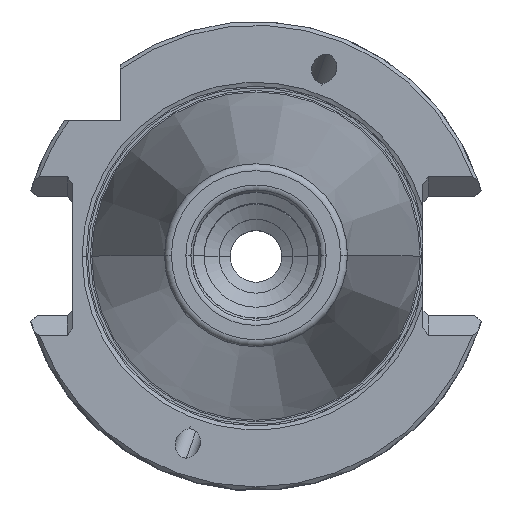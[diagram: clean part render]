
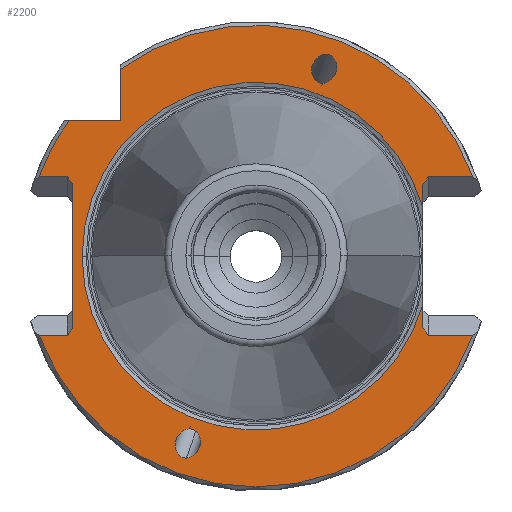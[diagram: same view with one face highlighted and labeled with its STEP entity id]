
A CAD part, top view. The second image highlights one B-rep face of the part: STEP entity #2200.
In plain terms, the highlighted planar face has unit normal (0, 0, 1).
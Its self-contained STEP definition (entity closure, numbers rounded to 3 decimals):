
#1060=VERTEX_POINT('NONE',#3046);
#1070=EDGE_CURVE('NONE',#1438,#2232,#3056,.T.);
#1138=VERTEX_POINT('NONE',#3133);
#1158=VERTEX_POINT('NONE',#3154);
#1224=VERTEX_POINT('NONE',#3226);
#1232=EDGE_CURVE('NONE',#1158,#1704,#3236,.T.);
#1244=VERTEX_POINT('NONE',#3249);
#1256=EDGE_CURVE('NONE',#1298,#1244,#3263,.T.);
#1298=VERTEX_POINT('NONE',#3311);
#1316=EDGE_CURVE('NONE',#1614,#1572,#3331,.T.);
#1438=VERTEX_POINT('NONE',#3461);
#1572=VERTEX_POINT('NONE',#3617);
#1596=VERTEX_POINT('NONE',#3642);
#1614=VERTEX_POINT('NONE',#3661);
#1646=EDGE_CURVE('NONE',#2788,#2232,#3699,.T.);
#1680=EDGE_CURVE('NONE',#2950,#2278,#3734,.T.);
#1704=VERTEX_POINT('NONE',#3760);
#1756=VERTEX_POINT('NONE',#3821);
#1766=EDGE_CURVE('NONE',#2386,#1244,#3832,.T.);
#1924=EDGE_CURVE('NONE',#2676,#1298,#4006,.T.);
#1938=EDGE_CURVE('NONE',#1138,#1438,#4022,.T.);
#1978=EDGE_CURVE('NONE',#1224,#2924,#4070,.T.);
#1986=VERTEX_POINT('NONE',#4079);
#2088=EDGE_CURVE('NONE',#2386,#1986,#4193,.T.);
#2128=EDGE_CURVE('NONE',#1986,#2788,#4235,.T.);
#2200=ADVANCED_FACE('NONE',(#4317,#4318,#4319),#4320,.F.);
#2232=VERTEX_POINT('NONE',#4355);
#2268=EDGE_CURVE('NONE',#1572,#1614,#4395,.T.);
#2278=VERTEX_POINT('NONE',#4407);
#2348=VERTEX_POINT('NONE',#4482);
#2386=VERTEX_POINT('NONE',#4524);
#2410=VERTEX_POINT('NONE',#4554);
#2486=EDGE_CURVE('NONE',#1704,#2278,#4637,.T.);
#2498=EDGE_CURVE('NONE',#1596,#2950,#4650,.T.);
#2532=EDGE_CURVE('NONE',#1756,#1060,#4686,.T.);
#2562=EDGE_CURVE('NONE',#2676,#1224,#4716,.T.);
#2614=EDGE_CURVE('NONE',#2348,#2924,#4775,.T.);
#2676=VERTEX_POINT('NONE',#4845);
#2694=EDGE_CURVE('NONE',#1138,#1158,#4865,.T.);
#2750=EDGE_CURVE('NONE',#1596,#2410,#4927,.T.);
#2768=EDGE_CURVE('NONE',#1060,#1756,#4947,.T.);
#2788=VERTEX_POINT('NONE',#4967);
#2852=EDGE_CURVE('NONE',#2348,#2410,#5039,.T.);
#2924=VERTEX_POINT('NONE',#5116);
#2950=VERTEX_POINT('NONE',#5144);
#3046=CARTESIAN_POINT('',(9.452,27.347,-1.0));
#3056=CIRCLE('',#5294,23.536);
#3133=CARTESIAN_POINT('',(22.6,-6.57,-1.));
#3154=CARTESIAN_POINT('',(22.6,-9.689,-1.0));
#3226=CARTESIAN_POINT('',(-29.343,10.75,-1.));
#3236=LINE('',#5632,#5633);
#3249=CARTESIAN_POINT('',(-18.35,25.295,-1.0));
#3263=LINE('',#5671,#5672);
#3311=CARTESIAN_POINT('',(-18.35,18.35,-1.0));
#3331=(B_SPLINE_CURVE(3,(#5778,#5779,#5780,#5781),.UNSPECIFIED.,.F.,.F.)B_SPLINE_CURVE_WITH_KNOTS((4,4),(0.29,3.431),.UNSPECIFIED.)RATIONAL_B_SPLINE_CURVE((1.0,0.333,0.333,1.0))BOUNDED_CURVE()REPRESENTATION_ITEM('')GEOMETRIC_REPRESENTATION_ITEM()CURVE());
#3461=CARTESIAN_POINT('',(-23.536,0.,-1.));
#3617=CARTESIAN_POINT('',(-9.017,-23.397,-1.0));
#3642=CARTESIAN_POINT('',(-25.55,-10.75,-1.));
#3661=CARTESIAN_POINT('',(-9.452,-27.347,-1.0));
#3699=LINE('',#6418,#6419);
#3734=CIRCLE('',#6470,31.25);
#3760=CARTESIAN_POINT('',(23.35,-10.75,-1.));
#3821=CARTESIAN_POINT('',(9.017,23.397,-1.0));
#3832=CIRCLE('',#6605,31.25);
#4006=LINE('',#6860,#6861);
#4022=CIRCLE('',#6884,23.536);
#4070=LINE('',#6969,#6970);
#4079=CARTESIAN_POINT('',(23.35,10.75,-1.));
#4193=LINE('',#7182,#7183);
#4235=LINE('',#7267,#7268);
#4317=FACE_OUTER_BOUND('',#7401,.T.);
#4318=FACE_BOUND('',#7402,.T.);
#4319=FACE_BOUND('',#7403,.T.);
#4320=PLANE('',#7404);
#4355=CARTESIAN_POINT('',(22.6,6.57,-1.0));
#4395=(B_SPLINE_CURVE(3,(#7520,#7521,#7522,#7523),.UNSPECIFIED.,.F.,.F.)B_SPLINE_CURVE_WITH_KNOTS((4,4),(3.431,6.573),.UNSPECIFIED.)RATIONAL_B_SPLINE_CURVE((1.0,0.333,0.333,1.0))BOUNDED_CURVE()REPRESENTATION_ITEM('')GEOMETRIC_REPRESENTATION_ITEM()CURVE());
#4407=CARTESIAN_POINT('',(29.343,-10.75,-1.));
#4482=CARTESIAN_POINT('',(-24.8,9.689,-1.));
#4524=CARTESIAN_POINT('',(29.343,10.75,-1.));
#4554=CARTESIAN_POINT('',(-24.8,-9.689,-1.));
#4637=LINE('',#7869,#7870);
#4650=LINE('',#7890,#7891);
#4686=(B_SPLINE_CURVE(3,(#7947,#7948,#7949,#7950),.UNSPECIFIED.,.F.,.F.)B_SPLINE_CURVE_WITH_KNOTS((4,4),(3.431,6.573),.UNSPECIFIED.)RATIONAL_B_SPLINE_CURVE((1.0,0.333,0.333,1.0))BOUNDED_CURVE()REPRESENTATION_ITEM('')GEOMETRIC_REPRESENTATION_ITEM()CURVE());
#4716=CIRCLE('',#8016,31.25);
#4775=LINE('',#8108,#8109);
#4845=CARTESIAN_POINT('',(-25.295,18.35,-1.0));
#4865=LINE('',#8231,#8232);
#4927=LINE('',#8319,#8320);
#4947=(B_SPLINE_CURVE(3,(#8359,#8360,#8361,#8362),.UNSPECIFIED.,.F.,.F.)B_SPLINE_CURVE_WITH_KNOTS((4,4),(0.29,3.431),.UNSPECIFIED.)RATIONAL_B_SPLINE_CURVE((1.0,0.333,0.333,1.0))BOUNDED_CURVE()REPRESENTATION_ITEM('')GEOMETRIC_REPRESENTATION_ITEM()CURVE());
#4967=CARTESIAN_POINT('',(22.6,9.689,-1.));
#5039=LINE('',#8488,#8489);
#5116=CARTESIAN_POINT('',(-25.55,10.75,-1.));
#5144=CARTESIAN_POINT('',(-29.343,-10.75,-1.));
#5294=AXIS2_PLACEMENT_3D('',#8791,#8792,#8793);
#5632=CARTESIAN_POINT('',(22.077,-8.95,-1.));
#5633=VECTOR('',#8982,1000.0);
#5671=CARTESIAN_POINT('',(-18.35,18.35,-1.0));
#5672=VECTOR('',#9001,1000.0);
#5778=CARTESIAN_POINT('',(-9.452,-27.347,-1.0));
#5779=CARTESIAN_POINT('',(-6.086,-27.347,-1.0));
#5780=CARTESIAN_POINT('',(-5.652,-23.397,-1.0));
#5781=CARTESIAN_POINT('',(-9.017,-23.397,-1.0));
#6418=CARTESIAN_POINT('',(22.6,0.,-1.0));
#6419=VECTOR('',#9517,1000.0);
#6470=AXIS2_PLACEMENT_3D('',#9534,#9535,#9536);
#6605=AXIS2_PLACEMENT_3D('',#9663,#9664,#9665);
#6860=CARTESIAN_POINT('',(-38.35,18.35,-1.0));
#6861=VECTOR('',#9883,1000.0);
#6884=AXIS2_PLACEMENT_3D('',#9902,#9903,#9904);
#6969=CARTESIAN_POINT('',(-61.2,10.75,-1.));
#6970=VECTOR('',#9973,1000.0);
#7182=CARTESIAN_POINT('',(124.8,10.75,-1.));
#7183=VECTOR('',#10102,1000.0);
#7267=CARTESIAN_POINT('',(22.077,8.95,-1.));
#7268=VECTOR('',#10139,1000.0);
#7401=EDGE_LOOP('',(#10249,#10250,#10251,#10252,#10253,#10254,#10255,#10256,#10257,#10258,#10259,#10260,#10261,#10262,#10263,#10264,#10265,#10266));
#7402=EDGE_LOOP('',(#10267,#10268));
#7403=EDGE_LOOP('',(#10269,#10270));
#7404=AXIS2_PLACEMENT_3D('',#10271,#10272,#10273);
#7520=CARTESIAN_POINT('',(-9.017,-23.397,-1.0));
#7521=CARTESIAN_POINT('',(-12.383,-23.397,-1.0));
#7522=CARTESIAN_POINT('',(-12.817,-27.347,-1.0));
#7523=CARTESIAN_POINT('',(-9.452,-27.347,-1.0));
#7869=CARTESIAN_POINT('',(124.8,-10.75,-1.));
#7870=VECTOR('',#10639,1000.0);
#7890=CARTESIAN_POINT('',(-61.2,-10.75,-1.));
#7891=VECTOR('',#10654,1000.0);
#7947=CARTESIAN_POINT('',(9.017,23.397,-1.0));
#7948=CARTESIAN_POINT('',(12.383,23.397,-1.0));
#7949=CARTESIAN_POINT('',(12.817,27.347,-1.0));
#7950=CARTESIAN_POINT('',(9.452,27.347,-1.0));
#8016=AXIS2_PLACEMENT_3D('',#10706,#10707,#10708);
#8108=CARTESIAN_POINT('',(-18.12,0.243,-1.));
#8109=VECTOR('',#10786,1000.0);
#8231=CARTESIAN_POINT('',(22.6,0.,-1.0));
#8232=VECTOR('',#10889,1000.0);
#8319=CARTESIAN_POINT('',(-18.12,-0.243,-1.));
#8320=VECTOR('',#10973,1000.0);
#8359=CARTESIAN_POINT('',(9.452,27.347,-1.0));
#8360=CARTESIAN_POINT('',(6.086,27.347,-1.0));
#8361=CARTESIAN_POINT('',(5.652,23.397,-1.0));
#8362=CARTESIAN_POINT('',(9.017,23.397,-1.0));
#8488=CARTESIAN_POINT('',(-24.8,0.,-1.0));
#8489=VECTOR('',#11093,1000.0);
#8791=CARTESIAN_POINT('',(0.0,0.0,-1.));
#8792=DIRECTION('',(0.0,0.0,-1.0));
#8793=DIRECTION('',(1.0,0.,0.0));
#8982=DIRECTION('',(0.577,-0.816,0.0));
#9001=DIRECTION('',(0.,1.0,0.0));
#9517=DIRECTION('',(0.,-1.0,-0.0));
#9534=CARTESIAN_POINT('',(0.0,0.0,-1.));
#9535=DIRECTION('',(0.0,-0.0,1.0));
#9536=DIRECTION('',(1.0,0.,0.0));
#9663=CARTESIAN_POINT('',(0.0,0.0,-1.));
#9664=DIRECTION('',(0.0,-0.0,1.0));
#9665=DIRECTION('',(1.0,0.,0.0));
#9883=DIRECTION('',(1.0,0.,0.0));
#9902=CARTESIAN_POINT('',(0.0,0.0,-1.));
#9903=DIRECTION('',(0.0,0.0,-1.0));
#9904=DIRECTION('',(1.0,0.,0.0));
#9973=DIRECTION('',(1.0,0.,0.0));
#10102=DIRECTION('',(-1.0,0.,0.0));
#10139=DIRECTION('',(-0.577,-0.816,0.0));
#10249=ORIENTED_EDGE('',*,*,#1924,.F.);
#10250=ORIENTED_EDGE('',*,*,#2562,.T.);
#10251=ORIENTED_EDGE('',*,*,#1978,.T.);
#10252=ORIENTED_EDGE('',*,*,#2614,.F.);
#10253=ORIENTED_EDGE('',*,*,#2852,.T.);
#10254=ORIENTED_EDGE('',*,*,#2750,.F.);
#10255=ORIENTED_EDGE('',*,*,#2498,.T.);
#10256=ORIENTED_EDGE('',*,*,#1680,.T.);
#10257=ORIENTED_EDGE('',*,*,#2486,.F.);
#10258=ORIENTED_EDGE('',*,*,#1232,.F.);
#10259=ORIENTED_EDGE('',*,*,#2694,.F.);
#10260=ORIENTED_EDGE('',*,*,#1938,.T.);
#10261=ORIENTED_EDGE('',*,*,#1070,.T.);
#10262=ORIENTED_EDGE('',*,*,#1646,.F.);
#10263=ORIENTED_EDGE('',*,*,#2128,.F.);
#10264=ORIENTED_EDGE('',*,*,#2088,.F.);
#10265=ORIENTED_EDGE('',*,*,#1766,.T.);
#10266=ORIENTED_EDGE('',*,*,#1256,.F.);
#10267=ORIENTED_EDGE('',*,*,#2532,.F.);
#10268=ORIENTED_EDGE('',*,*,#2768,.F.);
#10269=ORIENTED_EDGE('',*,*,#2268,.F.);
#10270=ORIENTED_EDGE('',*,*,#1316,.F.);
#10271=CARTESIAN_POINT('',(0.,-32.5,-1.));
#10272=DIRECTION('',(0.0,0.0,-1.0));
#10273=DIRECTION('',(-1.0,0.0,0.0));
#10639=DIRECTION('',(1.0,0.,0.0));
#10654=DIRECTION('',(-1.0,0.,0.0));
#10706=CARTESIAN_POINT('',(0.0,0.0,-1.));
#10707=DIRECTION('',(0.0,-0.0,1.0));
#10708=DIRECTION('',(1.0,0.,0.0));
#10786=DIRECTION('',(-0.577,0.816,0.0));
#10889=DIRECTION('',(0.,-1.0,-0.0));
#10973=DIRECTION('',(0.577,0.816,0.0));
#11093=DIRECTION('',(0.,-1.0,-0.0));
